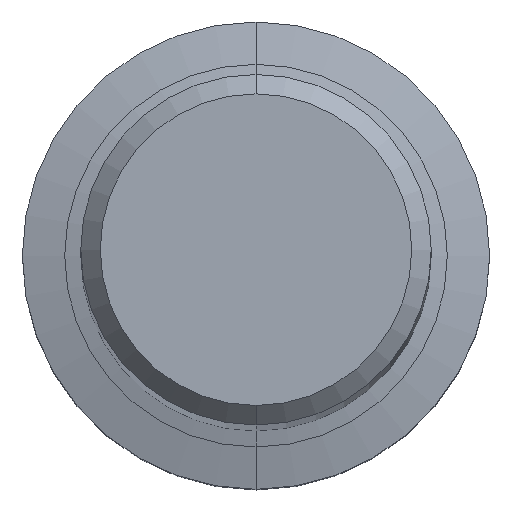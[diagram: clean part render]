
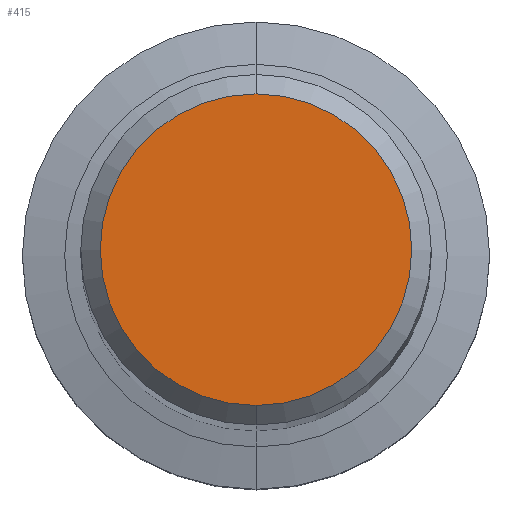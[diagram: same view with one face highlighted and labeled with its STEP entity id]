
A CAD part, top view. The second image highlights one B-rep face of the part: STEP entity #415.
In plain terms, the highlighted planar face has unit normal (0, 0, 1).
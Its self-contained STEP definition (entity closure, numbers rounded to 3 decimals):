
#211=VERTEX_POINT('',#566);
#245=VERTEX_POINT('',#605);
#295=EDGE_CURVE('',#245,#211,#659,.T.);
#391=EDGE_CURVE('',#211,#245,#763,.T.);
#415=ADVANCED_FACE('',(#792),#793,.T.);
#566=CARTESIAN_POINT('',(0.0,4.0,0.0));
#605=CARTESIAN_POINT('',(0.,-4.0,0.0));
#659=CIRCLE('',#1127,4.0);
#763=CIRCLE('',#1297,4.0);
#792=FACE_OUTER_BOUND('',#1331,.T.);
#793=PLANE('',#1332);
#1127=AXIS2_PLACEMENT_3D('',#1766,#1767,#1768);
#1297=AXIS2_PLACEMENT_3D('',#1863,#1864,#1865);
#1331=EDGE_LOOP('',(#1921,#1922));
#1332=AXIS2_PLACEMENT_3D('',#1923,#1924,#1925);
#1766=CARTESIAN_POINT('',(0.0,0.0,0.0));
#1767=DIRECTION('',(0.0,0.0,-1.0));
#1768=DIRECTION('',(0.0,1.0,0.0));
#1863=CARTESIAN_POINT('',(0.0,0.0,0.0));
#1864=DIRECTION('',(0.0,0.0,-1.0));
#1865=DIRECTION('',(0.0,1.0,0.0));
#1921=ORIENTED_EDGE('',*,*,#391,.F.);
#1922=ORIENTED_EDGE('',*,*,#295,.F.);
#1923=CARTESIAN_POINT('',(0.0,2.0,0.0));
#1924=DIRECTION('',(-0.0,0.0,1.0));
#1925=DIRECTION('',(0.0,-1.0,0.0));
